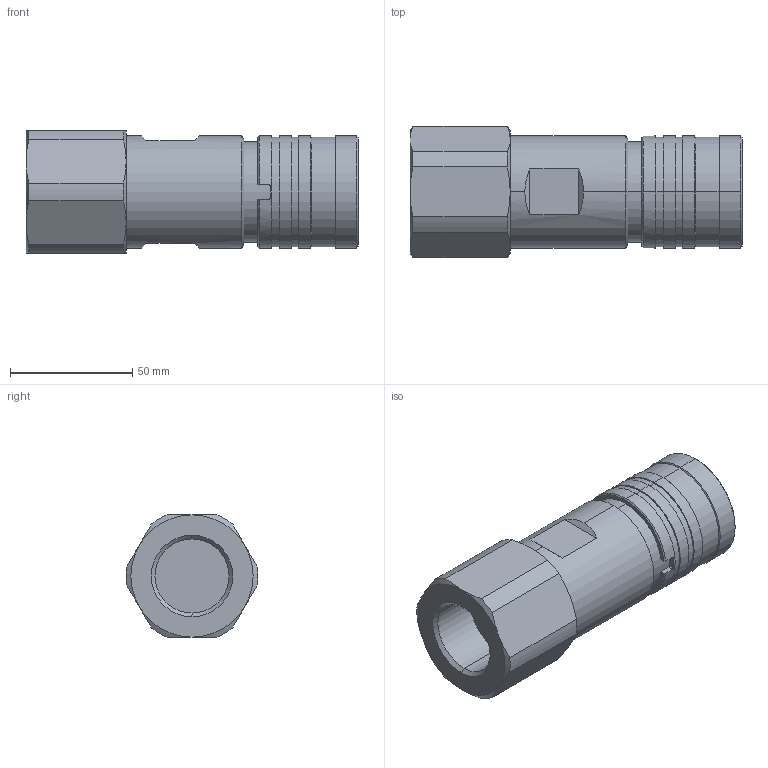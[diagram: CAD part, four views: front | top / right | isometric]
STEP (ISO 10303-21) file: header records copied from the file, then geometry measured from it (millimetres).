
FILE_DESCRIPTION (( 'STEP AP214' ), '1' );
FILE_NAME ('FEC-751-16FB.STEP', '2015-08-26T09:23:09', ( 'admin' ), ( 'Microsoft' ), 'SwSTEP 2.0', 'SolidWorks 2009', '' );
FILE_SCHEMA (( 'AUTOMOTIVE_DESIGN' ));
Length unit declared in the file: millimetre
Products named in the file (1): FEC-751-16FB
Bounding box: 135.85 x 53.94 x 50 mm (x, y, z)
Volume: 223959.8 mm3; surface area: 31819.3 mm2
Topology: 1 solids, 1 shells, 147 faces, 326 edges, 198 vertices
Faces by surface type: cylinder 55, cone 41, plane 38, torus 11, bspline 2
Entity records: 4352 total; most frequent: CARTESIAN_POINT 1074, DIRECTION 719, ORIENTED_EDGE 652, EDGE_CURVE 326, AXIS2_PLACEMENT_3D 303, VERTEX_POINT 198, EDGE_LOOP 164, CIRCLE 157
